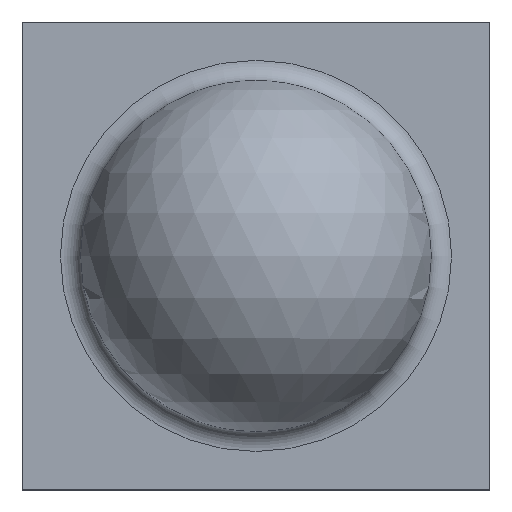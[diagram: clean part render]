
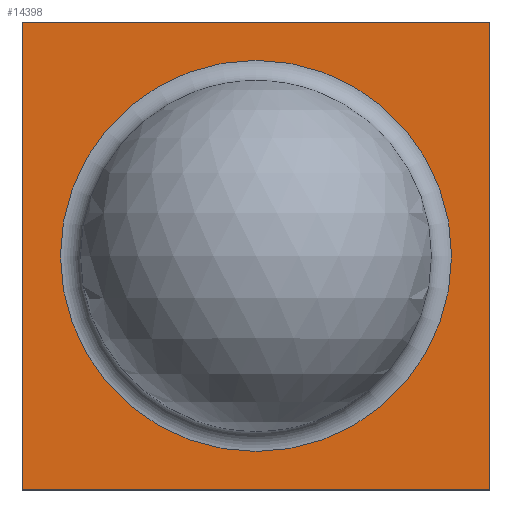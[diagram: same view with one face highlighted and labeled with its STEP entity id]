
A CAD part, top view. The second image highlights one B-rep face of the part: STEP entity #14398.
In plain terms, the highlighted planar face has unit normal (0, 0, 1).
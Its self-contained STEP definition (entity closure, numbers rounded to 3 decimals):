
#21 = DIRECTION ( 'NONE',  ( -1., 0., 0. ) ) ;
#47 = EDGE_CURVE ( 'NONE', #6384, #10082, #11112, .T. ) ;
#735 = ORIENTED_EDGE ( 'NONE', *, *, #9387, .T. ) ;
#1123 = DIRECTION ( 'NONE',  ( 0., 1., 0. ) ) ;
#1680 = VECTOR ( 'NONE', #12393, 1000. ) ;
#1850 = CARTESIAN_POINT ( 'NONE',  ( -1.725, -1.725, 0.595 ) ) ;
#1954 = CARTESIAN_POINT ( 'NONE',  ( -1.725, 1.725, 0.595 ) ) ;
#2328 = PLANE ( 'NONE',  #3382 ) ;
#2345 = VECTOR ( 'NONE', #11214, 1000. ) ;
#2707 = LINE ( 'NONE', #1850, #2345 ) ;
#2872 = EDGE_CURVE ( 'NONE', #5692, #5692, #6068, .T. ) ;
#3382 = AXIS2_PLACEMENT_3D ( 'NONE', #5880, #3488, #21 ) ;
#3488 = DIRECTION ( 'NONE',  ( 0., 0., -1. ) ) ;
#4260 = DIRECTION ( 'NONE',  ( 0., 0., -1. ) ) ;
#4515 = AXIS2_PLACEMENT_3D ( 'NONE', #14755, #4260, #7831 ) ;
#4548 = EDGE_CURVE ( 'NONE', #12755, #6384, #2707, .T. ) ;
#4699 = VECTOR ( 'NONE', #1123, 1000. ) ;
#4977 = ORIENTED_EDGE ( 'NONE', *, *, #2872, .T. ) ;
#5692 = VERTEX_POINT ( 'NONE', #15014 ) ;
#5880 = CARTESIAN_POINT ( 'NONE',  ( 0., 0., 0.595 ) ) ;
#5942 = CARTESIAN_POINT ( 'NONE',  ( -1.725, -1.725, 0.595 ) ) ;
#6068 = CIRCLE ( 'NONE', #4515, 1.442 ) ;
#6384 = VERTEX_POINT ( 'NONE', #13073 ) ;
#7716 = ORIENTED_EDGE ( 'NONE', *, *, #47, .T. ) ;
#7831 = DIRECTION ( 'NONE',  ( -1., 0., 0. ) ) ;
#8000 = EDGE_LOOP ( 'NONE', ( #4977 ) ) ;
#8291 = LINE ( 'NONE', #14688, #1680 ) ;
#8695 = FACE_OUTER_BOUND ( 'NONE', #13948, .T. ) ;
#9274 = VECTOR ( 'NONE', #14646, 1000. ) ;
#9387 = EDGE_CURVE ( 'NONE', #10082, #11489, #8291, .T. ) ;
#10082 = VERTEX_POINT ( 'NONE', #10732 ) ;
#10674 = ORIENTED_EDGE ( 'NONE', *, *, #10837, .T. ) ;
#10692 = FACE_BOUND ( 'NONE', #8000, .T. ) ;
#10732 = CARTESIAN_POINT ( 'NONE',  ( 1.725, 1.725, 0.595 ) ) ;
#10837 = EDGE_CURVE ( 'NONE', #11489, #12755, #12549, .T. ) ;
#11112 = LINE ( 'NONE', #14768, #4699 ) ;
#11214 = DIRECTION ( 'NONE',  ( 1., 0., 0. ) ) ;
#11489 = VERTEX_POINT ( 'NONE', #1954 ) ;
#12393 = DIRECTION ( 'NONE',  ( -1., 0., 0. ) ) ;
#12549 = LINE ( 'NONE', #13477, #9274 ) ;
#12755 = VERTEX_POINT ( 'NONE', #5942 ) ;
#13073 = CARTESIAN_POINT ( 'NONE',  ( 1.725, -1.725, 0.595 ) ) ;
#13477 = CARTESIAN_POINT ( 'NONE',  ( -1.725, -1.725, 0.595 ) ) ;
#13503 = ORIENTED_EDGE ( 'NONE', *, *, #4548, .T. ) ;
#13948 = EDGE_LOOP ( 'NONE', ( #7716, #735, #10674, #13503 ) ) ;
#14398 = ADVANCED_FACE ( 'NONE', ( #10692, #8695 ), #2328, .F. ) ;
#14646 = DIRECTION ( 'NONE',  ( 0., -1., 0. ) ) ;
#14688 = CARTESIAN_POINT ( 'NONE',  ( -1.725, 1.725, 0.595 ) ) ;
#14755 = CARTESIAN_POINT ( 'NONE',  ( 0., 0., 0.595 ) ) ;
#14768 = CARTESIAN_POINT ( 'NONE',  ( 1.725, -1.725, 0.595 ) ) ;
#15014 = CARTESIAN_POINT ( 'NONE',  ( -1.442, 0., 0.595 ) ) ;
